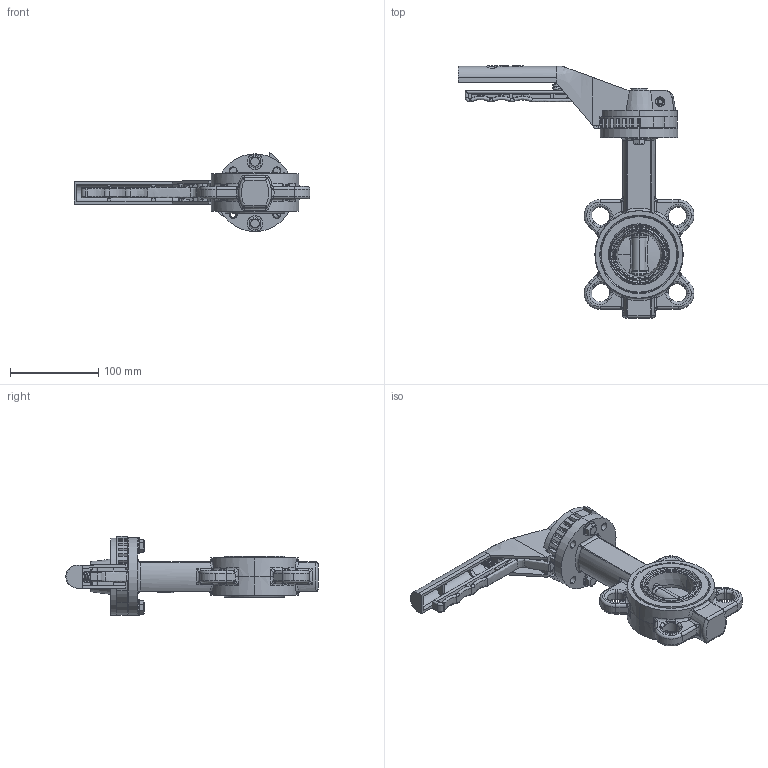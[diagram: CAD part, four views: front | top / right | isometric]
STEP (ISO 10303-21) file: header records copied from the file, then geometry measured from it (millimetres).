
FILE_DESCRIPTION (( 'STEP AP214' ), '1' );
FILE_NAME ('AK08_DN050.STEP', '2023-01-30T09:24:23', ( '' ), ( '' ), 'SwSTEP 2.0', 'SolidWorks 2021', '' );
FILE_SCHEMA (( 'AUTOMOTIVE_DESIGN' ));
Length unit declared in the file: metre
Products named in the file (20): M6-DIN933-27_Predeterminar; M50; TORN_EXAG_DIN_933 M8 LONG25_M8; MANDO PALANCA DN30-100; JT50 SUPERIOR; AK08_DN050; CHAPAMP32100; JT50; ELASTOMERO50; CW50; GATILLO MP DN32-100___; BRIDA 88 DN32-100 (760-1443-050-A3-B)___; MP DN32-100___; ARAN32-50; ARM6933_Predeterminar; MUELLEMPPQ_X_D1O_Predeterminar; EJE50CDO; TM6933 M6_Predeterminar; ARSEG32-50_Predeterminar; TAPON
Assembly tree (21 placements, depth 3):
  AK08_DN050
    CW50
    ELASTOMERO50
    M50
    EJE50CDO
    BRIDA 88 DN32-100 (760-1443-050-A3-B)___
    ARM6933_Predeterminar  x2
    TORN_EXAG_DIN_933 M8 LONG25_M8  x2
    ARAN32-50
    ARSEG32-50_Predeterminar
    JT50
    JT50 SUPERIOR
    MANDO PALANCA DN30-100
      MP DN32-100___
      GATILLO MP DN32-100___
      MUELLEMPPQ_X_D1O_Predeterminar
      M6-DIN933-27_Predeterminar
      TM6933 M6_Predeterminar
      CHAPAMP32100
      TAPON
Bounding box: 267.19 x 285.5 x 89.53 mm (x, y, z)
Volume: 686955.6 mm3; surface area: 216094.7 mm2
Topology: 20 solids, 20 shells, 1822 faces, 4574 edges, 2785 vertices
Faces by surface type: plane 582, cylinder 546, torus 278, bspline 230, cone 171, sphere 15
Entity records: 74285 total; most frequent: CARTESIAN_POINT 31741, ORIENTED_EDGE 8912, DIRECTION 8723, EDGE_CURVE 4456, AXIS2_PLACEMENT_3D 3457, VERTEX_POINT 2736, EDGE_LOOP 1912, CIRCLE 1877
